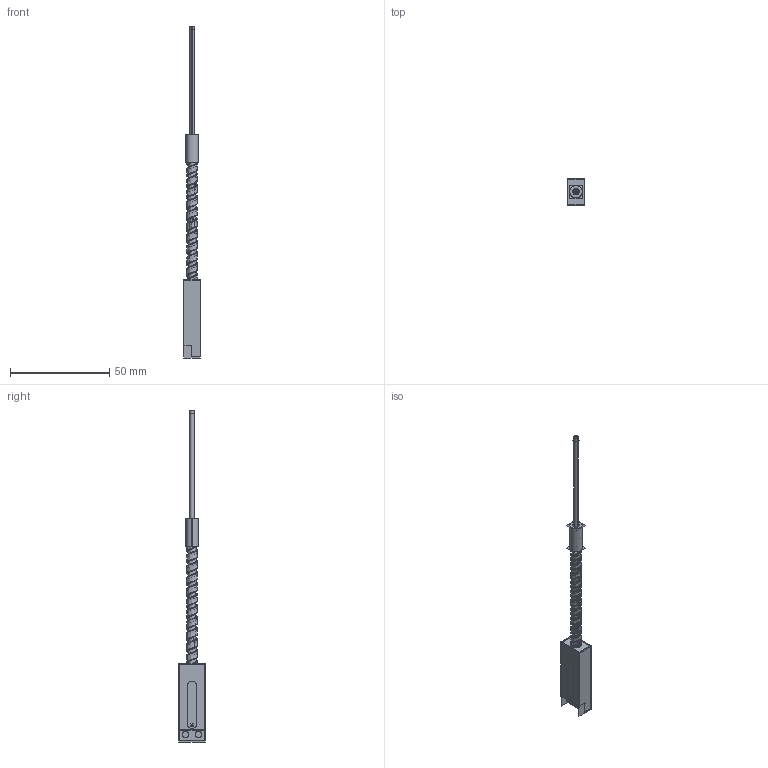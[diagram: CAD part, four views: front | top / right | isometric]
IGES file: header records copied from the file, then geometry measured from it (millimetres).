
Start section:  PTC IGES file: 161935.igs
Global section: file name: 161935.igs; native system: Creo Parametric by Parametric Technology Corporation; preprocessor: 2013230; author: pdmadmin; organization: Unknown; date: 20160201.145632; units: millimetre
Bounding box: 8.45 x 13.21 x 166.85 mm (x, y, z)
Volume: 3859.9 mm3; surface area: 29699.7 mm2
Topology: 5 solids, 6 shells, 236 faces, 1090 edges, 1330 vertices
Faces by surface type: bspline 176, revolution 60
